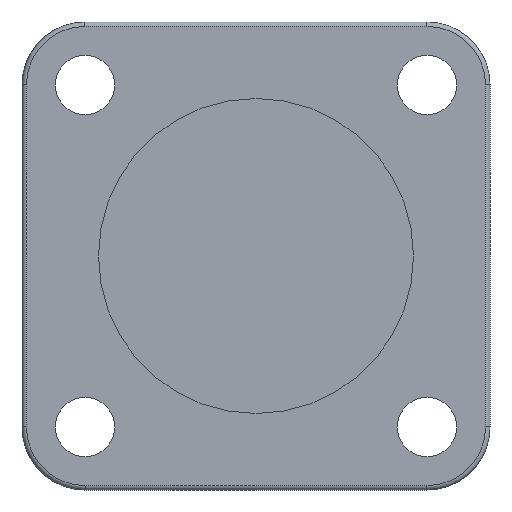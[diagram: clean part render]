
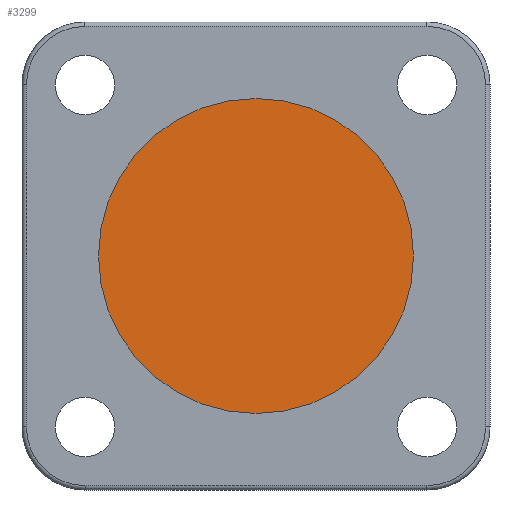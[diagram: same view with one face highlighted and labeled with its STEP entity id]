
A CAD part, front view. The second image highlights one B-rep face of the part: STEP entity #3299.
In plain terms, the highlighted planar face has unit normal (0, -1, 0).
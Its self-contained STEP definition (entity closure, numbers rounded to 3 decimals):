
#7 = VERTEX_POINT ( 'NONE', #3308 ) ;
#99 = CIRCLE ( 'NONE', #1998, 17.5 ) ;
#439 = CARTESIAN_POINT ( 'NONE',  ( 0., 5., 0. ) ) ;
#741 = DIRECTION ( 'NONE',  ( 0., 0., -1. ) ) ;
#953 = CIRCLE ( 'NONE', #2614, 17.5 ) ;
#1010 = FACE_OUTER_BOUND ( 'NONE', #3709, .T. ) ;
#1044 = ORIENTED_EDGE ( 'NONE', *, *, #1584, .T. ) ;
#1069 = CARTESIAN_POINT ( 'NONE',  ( 0., 5., 17.5 ) ) ;
#1107 = DIRECTION ( 'NONE',  ( 0., -1., 0. ) ) ;
#1115 = EDGE_CURVE ( 'NONE', #7, #1267, #99, .T. ) ;
#1267 = VERTEX_POINT ( 'NONE', #1069 ) ;
#1584 = EDGE_CURVE ( 'NONE', #1267, #7, #953, .T. ) ;
#1602 = DIRECTION ( 'NONE',  ( 0., -1., 0. ) ) ;
#1764 = PLANE ( 'NONE',  #2227 ) ;
#1998 = AXIS2_PLACEMENT_3D ( 'NONE', #439, #3531, #741 ) ;
#2174 = DIRECTION ( 'NONE',  ( 0., 0., -1. ) ) ;
#2227 = AXIS2_PLACEMENT_3D ( 'NONE', #3902, #1107, #2645 ) ;
#2492 = CARTESIAN_POINT ( 'NONE',  ( 0., 5., 0. ) ) ;
#2509 = ORIENTED_EDGE ( 'NONE', *, *, #1115, .T. ) ;
#2614 = AXIS2_PLACEMENT_3D ( 'NONE', #2492, #1602, #2174 ) ;
#2645 = DIRECTION ( 'NONE',  ( 0., 0., -1. ) ) ;
#3299 = ADVANCED_FACE ( 'NONE', ( #1010 ), #1764, .T. ) ;
#3308 = CARTESIAN_POINT ( 'NONE',  ( 0., 5., -17.5 ) ) ;
#3531 = DIRECTION ( 'NONE',  ( 0., -1., 0. ) ) ;
#3709 = EDGE_LOOP ( 'NONE', ( #2509, #1044 ) ) ;
#3902 = CARTESIAN_POINT ( 'NONE',  ( 0., 5., 0. ) ) ;
